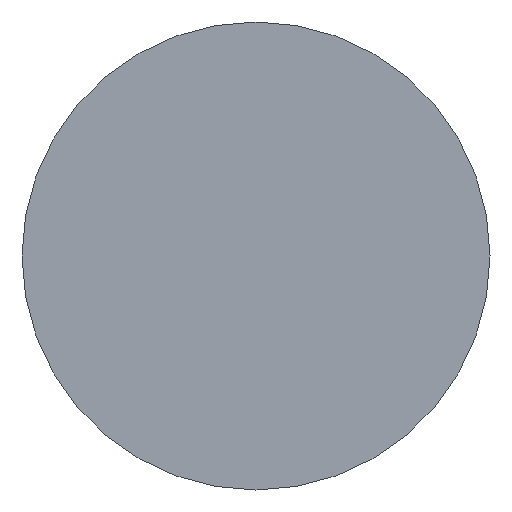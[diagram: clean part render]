
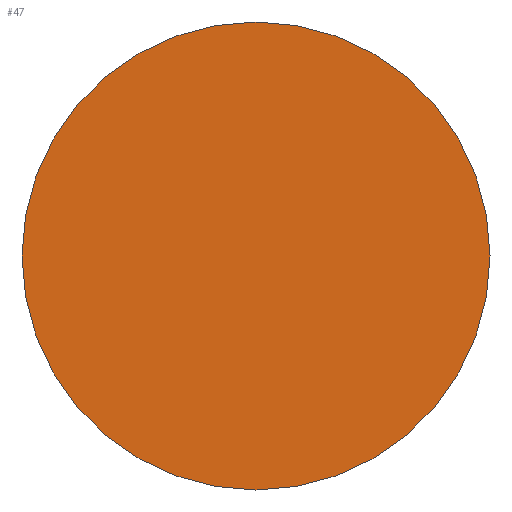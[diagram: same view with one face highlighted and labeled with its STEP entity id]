
A CAD part, left-side view. The second image highlights one B-rep face of the part: STEP entity #47.
In plain terms, the highlighted planar face has unit normal (-1, 0, 0).
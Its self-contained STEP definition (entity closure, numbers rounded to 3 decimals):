
#1 = DIRECTION ( 'NONE',  ( 0., 0., -1. ) ) ;
#3 = AXIS2_PLACEMENT_3D ( 'NONE', #32, #29, #1 ) ;
#10 = EDGE_LOOP ( 'NONE', ( #147, #111 ) ) ;
#17 = CARTESIAN_POINT ( 'NONE',  ( -0.8, 0., 0. ) ) ;
#27 = FACE_OUTER_BOUND ( 'NONE', #10, .T. ) ;
#29 = DIRECTION ( 'NONE',  ( 1., 0., 0. ) ) ;
#32 = CARTESIAN_POINT ( 'NONE',  ( -0.8, 0., 0. ) ) ;
#42 = PLANE ( 'NONE',  #96 ) ;
#47 = ADVANCED_FACE ( 'NONE', ( #27 ), #42, .F. ) ;
#56 = CARTESIAN_POINT ( 'NONE',  ( -0.8, 0., 0. ) ) ;
#70 = CARTESIAN_POINT ( 'NONE',  ( -0.8, 0., -2.5 ) ) ;
#72 = EDGE_CURVE ( 'NONE', #102, #74, #110, .T. ) ;
#74 = VERTEX_POINT ( 'NONE', #99 ) ;
#84 = DIRECTION ( 'NONE',  ( 0., 0., -1. ) ) ;
#95 = AXIS2_PLACEMENT_3D ( 'NONE', #17, #155, #156 ) ;
#96 = AXIS2_PLACEMENT_3D ( 'NONE', #56, #146, #84 ) ;
#99 = CARTESIAN_POINT ( 'NONE',  ( -0.8, 0., 2.5 ) ) ;
#102 = VERTEX_POINT ( 'NONE', #70 ) ;
#110 = CIRCLE ( 'NONE', #95, 2.5 ) ;
#111 = ORIENTED_EDGE ( 'NONE', *, *, #72, .F. ) ;
#123 = CIRCLE ( 'NONE', #3, 2.5 ) ;
#124 = EDGE_CURVE ( 'NONE', #74, #102, #123, .T. ) ;
#146 = DIRECTION ( 'NONE',  ( 1., 0., 0. ) ) ;
#147 = ORIENTED_EDGE ( 'NONE', *, *, #124, .F. ) ;
#155 = DIRECTION ( 'NONE',  ( 1., 0., 0. ) ) ;
#156 = DIRECTION ( 'NONE',  ( 0., 0., -1. ) ) ;
